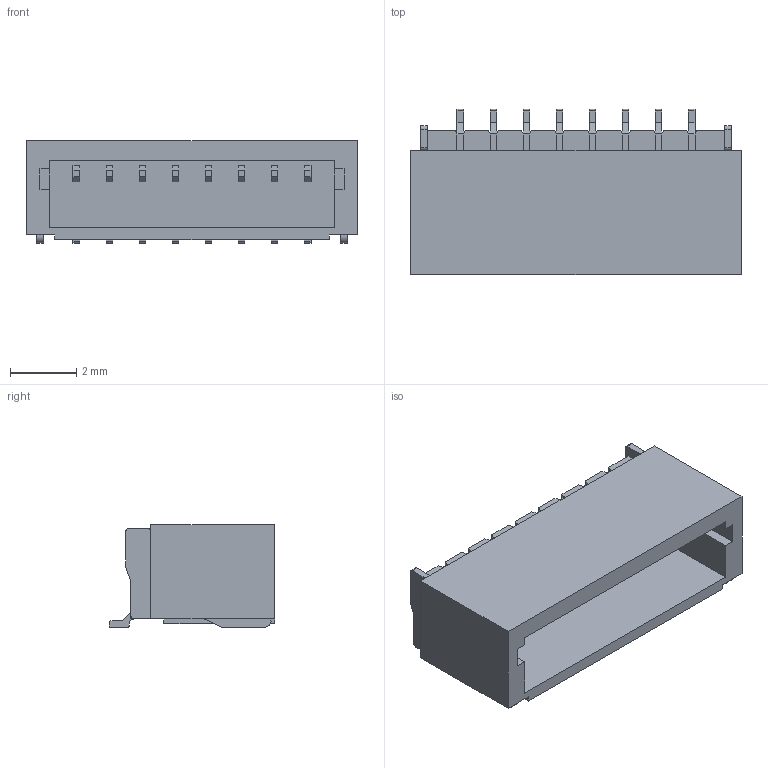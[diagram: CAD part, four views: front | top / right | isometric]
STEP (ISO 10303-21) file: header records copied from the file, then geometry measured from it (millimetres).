
FILE_DESCRIPTION(/* description */ ('Unknown'),/* implementation_level */ '2;1');
FILE_NAME(/* name */ 'J_Wurth_WR-WTB_665108131822',/* time_stamp */ '2025-06-04T14:18:00+08:00',/* author */ ('Unknown'),/* organization */ ('Unknown'),/* preprocessor_version */ 'ST-DEVELOPER v19.4',/* originating_system */ 'Solid Edge',/* authorisation */ 'Unknown');
FILE_SCHEMA (('AUTOMOTIVE_DESIGN {1 0 10303 214 3 1 1}'));
Length unit declared in the file: millimetre
Products named in the file (2): J_Wurth_WR-WTB_665108131822
Assembly tree (1 placements, depth 2):
  J_Wurth_WR-WTB_665108131822
    J_Wurth_WR-WTB_665108131822
Bounding box: 10 x 5 x 3.1 mm (x, y, z)
Volume: 72.8 mm3; surface area: 272.9 mm2
Topology: 1 solids, 1 shells, 261 faces, 696 edges, 448 vertices
Faces by surface type: plane 221, cylinder 40
Entity records: 9837 total; most frequent: CARTESIAN_POINT 1407, ORIENTED_EDGE 1392, DIRECTION 1302, EDGE_CURVE 696, LINE 616, VECTOR 616, VERTEX_POINT 448, AXIS2_PLACEMENT_3D 343
